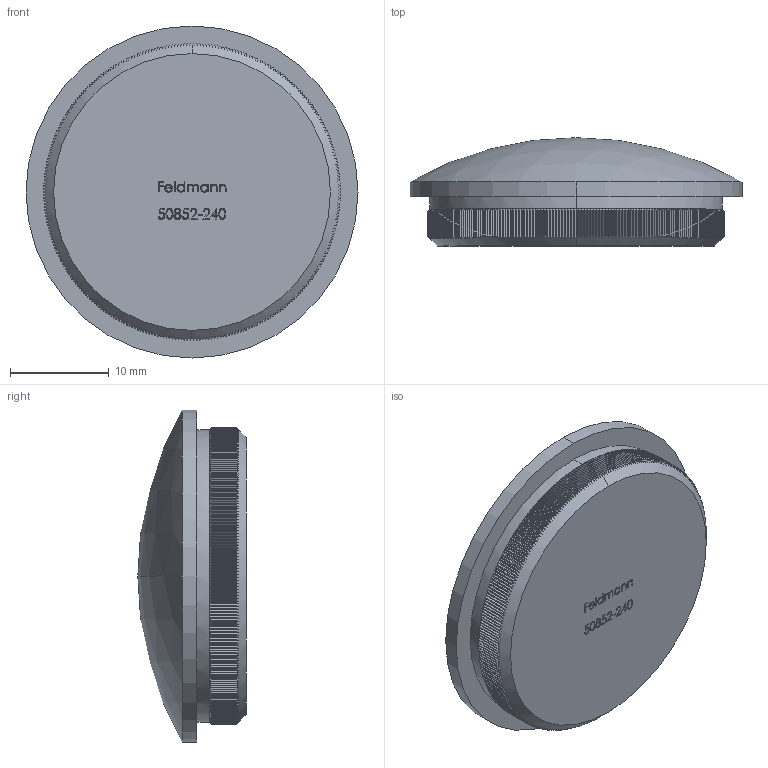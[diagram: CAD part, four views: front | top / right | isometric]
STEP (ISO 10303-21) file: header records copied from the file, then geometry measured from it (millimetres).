
FILE_DESCRIPTION (( 'STEP AP203' ), '1' );
FILE_NAME ('50852-240.step', '2018-12-03T10:27:24', ( '' ), ( '' ), 'SwSTEP 2.0', 'SolidWorks 2015', '' );
FILE_SCHEMA (( 'CONFIG_CONTROL_DESIGN' ));
Products named in the file (1): 50852-240
Bounding box: 33.7 x 11 x 33.7 mm (x, y, z)
Volume: 6859.3 mm3; surface area: 2645.8 mm2
Topology: 1 solids, 1 shells, 1481 faces, 3736 edges, 2283 vertices
Faces by surface type: plane 742, cylinder 314, cone 312, bspline 111, sphere 2
Entity records: 51235 total; most frequent: CARTESIAN_POINT 18348, ORIENTED_EDGE 7472, DIRECTION 5958, EDGE_CURVE 3736, AXIS2_PLACEMENT_3D 2313, VERTEX_POINT 2283, EDGE_LOOP 1507, ADVANCED_FACE 1481
